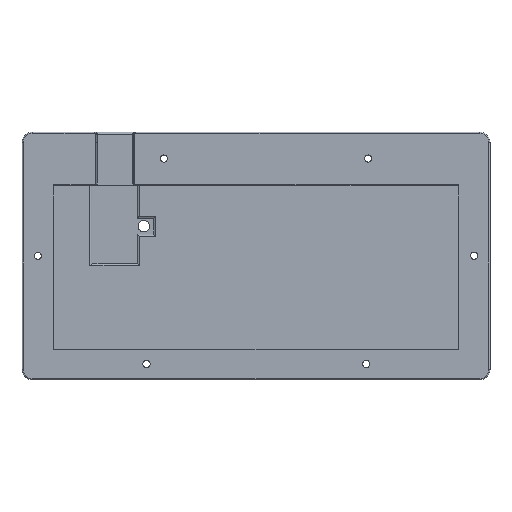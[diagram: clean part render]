
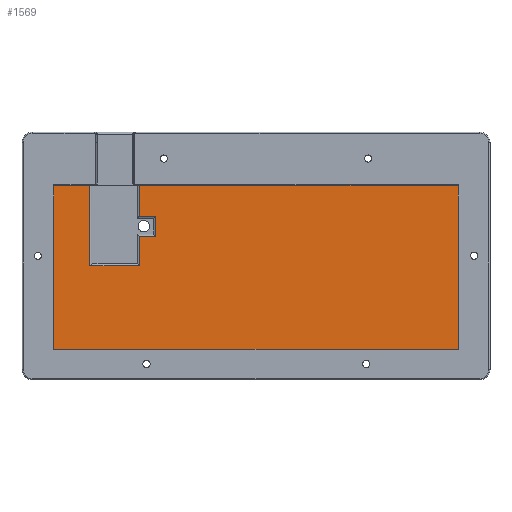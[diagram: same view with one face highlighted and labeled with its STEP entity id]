
A CAD part, top view. The second image highlights one B-rep face of the part: STEP entity #1569.
In plain terms, the highlighted planar face has unit normal (0, 0, 1).
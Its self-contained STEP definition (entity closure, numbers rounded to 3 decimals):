
#78=PLANE('',#1786);
#190=FACE_OUTER_BOUND('',#304,.T.);
#304=EDGE_LOOP('',(#1404,#1405,#1406,#1407,#1408,#1409,#1410,#1411,#1412,
#1413,#1414,#1415));
#373=LINE('',#2615,#484);
#374=LINE('',#2619,#485);
#375=LINE('',#2623,#486);
#376=LINE('',#2627,#487);
#377=LINE('',#2631,#488);
#379=LINE('',#2637,#490);
#380=LINE('',#2641,#491);
#409=LINE('',#2821,#520);
#412=LINE('',#2826,#523);
#414=LINE('',#2830,#525);
#415=LINE('',#2832,#526);
#416=LINE('',#2833,#527);
#484=VECTOR('',#2027,10.);
#485=VECTOR('',#2032,10.);
#486=VECTOR('',#2037,10.);
#487=VECTOR('',#2042,10.);
#488=VECTOR('',#2047,10.);
#490=VECTOR('',#2053,10.);
#491=VECTOR('',#2058,10.);
#520=VECTOR('',#2291,10.);
#523=VECTOR('',#2296,10.);
#525=VECTOR('',#2300,10.);
#526=VECTOR('',#2303,10.);
#527=VECTOR('',#2304,10.);
#705=VERTEX_POINT('',#2612);
#706=VERTEX_POINT('',#2614);
#707=VERTEX_POINT('',#2618);
#708=VERTEX_POINT('',#2622);
#709=VERTEX_POINT('',#2626);
#710=VERTEX_POINT('',#2630);
#712=VERTEX_POINT('',#2636);
#713=VERTEX_POINT('',#2640);
#761=VERTEX_POINT('',#2818);
#762=VERTEX_POINT('',#2820);
#763=VERTEX_POINT('',#2824);
#764=VERTEX_POINT('',#2828);
#880=EDGE_CURVE('',#705,#706,#373,.T.);
#882=EDGE_CURVE('',#706,#707,#374,.T.);
#884=EDGE_CURVE('',#707,#708,#375,.T.);
#886=EDGE_CURVE('',#708,#709,#376,.T.);
#888=EDGE_CURVE('',#709,#710,#377,.T.);
#891=EDGE_CURVE('',#710,#712,#379,.T.);
#893=EDGE_CURVE('',#712,#713,#380,.T.);
#980=EDGE_CURVE('',#761,#762,#409,.T.);
#983=EDGE_CURVE('',#763,#761,#412,.T.);
#985=EDGE_CURVE('',#764,#763,#414,.T.);
#986=EDGE_CURVE('',#762,#705,#415,.T.);
#987=EDGE_CURVE('',#713,#764,#416,.T.);
#1404=ORIENTED_EDGE('',*,*,#880,.F.);
#1405=ORIENTED_EDGE('',*,*,#986,.F.);
#1406=ORIENTED_EDGE('',*,*,#980,.F.);
#1407=ORIENTED_EDGE('',*,*,#983,.F.);
#1408=ORIENTED_EDGE('',*,*,#985,.F.);
#1409=ORIENTED_EDGE('',*,*,#987,.F.);
#1410=ORIENTED_EDGE('',*,*,#893,.F.);
#1411=ORIENTED_EDGE('',*,*,#891,.F.);
#1412=ORIENTED_EDGE('',*,*,#888,.F.);
#1413=ORIENTED_EDGE('',*,*,#886,.F.);
#1414=ORIENTED_EDGE('',*,*,#884,.F.);
#1415=ORIENTED_EDGE('',*,*,#882,.F.);
#1569=ADVANCED_FACE('',(#190),#78,.F.);
#1786=AXIS2_PLACEMENT_3D('',#2831,#2301,#2302);
#2027=DIRECTION('',(0.,-1.,0.));
#2032=DIRECTION('',(1.,0.,0.));
#2037=DIRECTION('',(0.,1.,0.));
#2042=DIRECTION('',(1.,0.,0.));
#2047=DIRECTION('',(0.,1.,0.));
#2053=DIRECTION('',(-1.,0.,0.));
#2058=DIRECTION('',(0.,1.,0.));
#2291=DIRECTION('',(0.,1.,0.));
#2296=DIRECTION('',(-1.,0.,0.));
#2300=DIRECTION('',(0.,-1.,0.));
#2301=DIRECTION('center_axis',(0.,0.,-1.));
#2302=DIRECTION('ref_axis',(-1.,0.,0.));
#2303=DIRECTION('',(1.,0.,0.));
#2304=DIRECTION('',(1.,0.,0.));
#2612=CARTESIAN_POINT('',(35.549,-16.711,-2.52));
#2614=CARTESIAN_POINT('',(35.549,-55.,-2.52));
#2615=CARTESIAN_POINT('',(35.549,-36.137,-2.52));
#2618=CARTESIAN_POINT('',(59.,-55.,-2.52));
#2619=CARTESIAN_POINT('',(75.368,-55.,-2.52));
#2622=CARTESIAN_POINT('',(59.,-41.001,-2.52));
#2623=CARTESIAN_POINT('',(59.,-54.781,-2.52));
#2626=CARTESIAN_POINT('',(66.682,-41.001,-2.52));
#2627=CARTESIAN_POINT('',(86.093,-41.001,-2.52));
#2630=CARTESIAN_POINT('',(66.682,-31.5,-2.52));
#2631=CARTESIAN_POINT('',(66.682,-47.782,-2.52));
#2636=CARTESIAN_POINT('',(59.,-31.5,-2.52));
#2637=CARTESIAN_POINT('',(89.934,-31.5,-2.52));
#2640=CARTESIAN_POINT('',(59.,-16.711,-2.52));
#2641=CARTESIAN_POINT('',(59.,-44.031,-2.52));
#2818=CARTESIAN_POINT('',(18.437,-94.415,-2.52));
#2820=CARTESIAN_POINT('',(18.437,-16.711,-2.52));
#2821=CARTESIAN_POINT('',(18.437,-94.415,-2.52));
#2824=CARTESIAN_POINT('',(209.937,-94.415,-2.52));
#2826=CARTESIAN_POINT('',(209.937,-94.415,-2.52));
#2828=CARTESIAN_POINT('',(209.937,-16.711,-2.52));
#2830=CARTESIAN_POINT('',(209.937,-16.711,-2.52));
#2831=CARTESIAN_POINT('Origin',(114.187,-55.563,-2.52));
#2832=CARTESIAN_POINT('',(18.437,-16.711,-2.52));
#2833=CARTESIAN_POINT('',(65.682,-16.711,-2.52));
